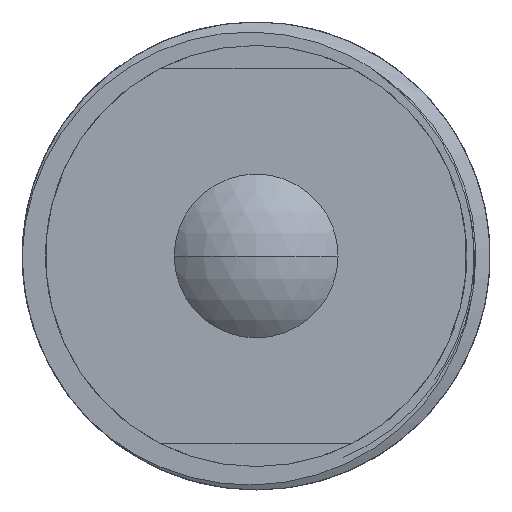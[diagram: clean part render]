
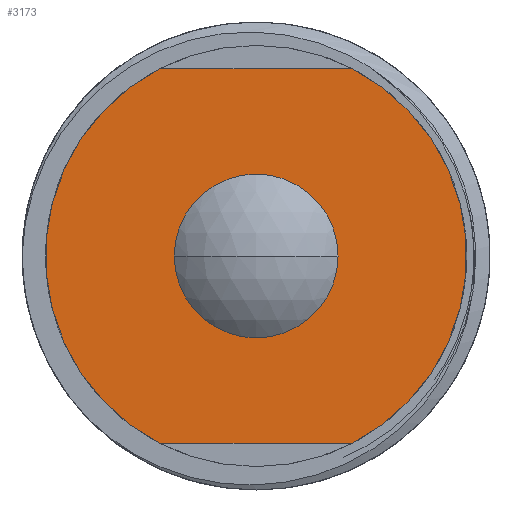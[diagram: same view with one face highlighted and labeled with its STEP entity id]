
A CAD part, left-side view. The second image highlights one B-rep face of the part: STEP entity #3173.
In plain terms, the highlighted planar face has unit normal (-1, 0, 0).
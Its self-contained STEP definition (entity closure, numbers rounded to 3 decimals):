
#6 = DIRECTION ( 'NONE',  ( 0., 0., -1. ) ) ;
#182 = VERTEX_POINT ( 'NONE', #4529 ) ;
#311 = CIRCLE ( 'NONE', #3770, 4.5 ) ;
#416 = CARTESIAN_POINT ( 'NONE',  ( 1.5, 2.062, 4. ) ) ;
#467 = CARTESIAN_POINT ( 'NONE',  ( 1.5, -2.062, -4. ) ) ;
#538 = CIRCLE ( 'NONE', #2204, 4.5 ) ;
#567 = EDGE_CURVE ( 'NONE', #1277, #4770, #2231, .T. ) ;
#612 = EDGE_LOOP ( 'NONE', ( #4681, #4412, #1532, #1938 ) ) ;
#759 = CARTESIAN_POINT ( 'NONE',  ( 1.5, 0., 0. ) ) ;
#815 = DIRECTION ( 'NONE',  ( 0., 0., 1. ) ) ;
#921 = CARTESIAN_POINT ( 'NONE',  ( 1.5, 1.75, 0. ) ) ;
#938 = DIRECTION ( 'NONE',  ( 0., 0., 1. ) ) ;
#1134 = VERTEX_POINT ( 'NONE', #467 ) ;
#1253 = AXIS2_PLACEMENT_3D ( 'NONE', #921, #2643, #6 ) ;
#1277 = VERTEX_POINT ( 'NONE', #4635 ) ;
#1369 = LINE ( 'NONE', #2838, #2418 ) ;
#1396 = VERTEX_POINT ( 'NONE', #1904 ) ;
#1532 = ORIENTED_EDGE ( 'NONE', *, *, #4988, .T. ) ;
#1619 = EDGE_CURVE ( 'NONE', #4283, #1396, #311, .T. ) ;
#1740 = DIRECTION ( 'NONE',  ( 0., 1., 0. ) ) ;
#1904 = CARTESIAN_POINT ( 'NONE',  ( 1.5, 2.062, -4. ) ) ;
#1938 = ORIENTED_EDGE ( 'NONE', *, *, #1619, .T. ) ;
#2073 = AXIS2_PLACEMENT_3D ( 'NONE', #3466, #4773, #815 ) ;
#2204 = AXIS2_PLACEMENT_3D ( 'NONE', #3687, #3245, #5512 ) ;
#2225 = LINE ( 'NONE', #3484, #4738 ) ;
#2231 = CIRCLE ( 'NONE', #3028, 1.75 ) ;
#2380 = CARTESIAN_POINT ( 'NONE',  ( 1.5, 0., 1.75 ) ) ;
#2418 = VECTOR ( 'NONE', #4615, 1000. ) ;
#2444 = FACE_OUTER_BOUND ( 'NONE', #612, .T. ) ;
#2553 = DIRECTION ( 'NONE',  ( -1., 0., 0. ) ) ;
#2642 = CIRCLE ( 'NONE', #2073, 1.75 ) ;
#2643 = DIRECTION ( 'NONE',  ( 1., 0., 0. ) ) ;
#2838 = CARTESIAN_POINT ( 'NONE',  ( 1.5, 1.75, 4. ) ) ;
#2870 = EDGE_CURVE ( 'NONE', #4770, #1277, #2642, .T. ) ;
#2979 = EDGE_CURVE ( 'NONE', #1134, #1396, #2225, .T. ) ;
#3028 = AXIS2_PLACEMENT_3D ( 'NONE', #4490, #4002, #938 ) ;
#3173 = ADVANCED_FACE ( 'NONE', ( #3482, #2444 ), #4404, .F. ) ;
#3245 = DIRECTION ( 'NONE',  ( -1., 0., 0. ) ) ;
#3448 = DIRECTION ( 'NONE',  ( 0., 0., 1. ) ) ;
#3466 = CARTESIAN_POINT ( 'NONE',  ( 1.5, 0., 0. ) ) ;
#3482 = FACE_BOUND ( 'NONE', #4634, .T. ) ;
#3484 = CARTESIAN_POINT ( 'NONE',  ( 1.5, 1.75, -4. ) ) ;
#3671 = ORIENTED_EDGE ( 'NONE', *, *, #567, .F. ) ;
#3687 = CARTESIAN_POINT ( 'NONE',  ( 1.5, 0., 0. ) ) ;
#3770 = AXIS2_PLACEMENT_3D ( 'NONE', #759, #2553, #3448 ) ;
#4002 = DIRECTION ( 'NONE',  ( -1., 0., 0. ) ) ;
#4055 = ORIENTED_EDGE ( 'NONE', *, *, #2870, .F. ) ;
#4283 = VERTEX_POINT ( 'NONE', #416 ) ;
#4404 = PLANE ( 'NONE',  #1253 ) ;
#4412 = ORIENTED_EDGE ( 'NONE', *, *, #4465, .T. ) ;
#4465 = EDGE_CURVE ( 'NONE', #1134, #182, #538, .T. ) ;
#4490 = CARTESIAN_POINT ( 'NONE',  ( 1.5, 0., 0. ) ) ;
#4529 = CARTESIAN_POINT ( 'NONE',  ( 1.5, -2.062, 4. ) ) ;
#4615 = DIRECTION ( 'NONE',  ( 0., 1., 0. ) ) ;
#4634 = EDGE_LOOP ( 'NONE', ( #4055, #3671 ) ) ;
#4635 = CARTESIAN_POINT ( 'NONE',  ( 1.5, 0., -1.75 ) ) ;
#4681 = ORIENTED_EDGE ( 'NONE', *, *, #2979, .F. ) ;
#4738 = VECTOR ( 'NONE', #1740, 1000. ) ;
#4770 = VERTEX_POINT ( 'NONE', #2380 ) ;
#4773 = DIRECTION ( 'NONE',  ( -1., 0., 0. ) ) ;
#4988 = EDGE_CURVE ( 'NONE', #182, #4283, #1369, .T. ) ;
#5512 = DIRECTION ( 'NONE',  ( 0., 0., 1. ) ) ;
